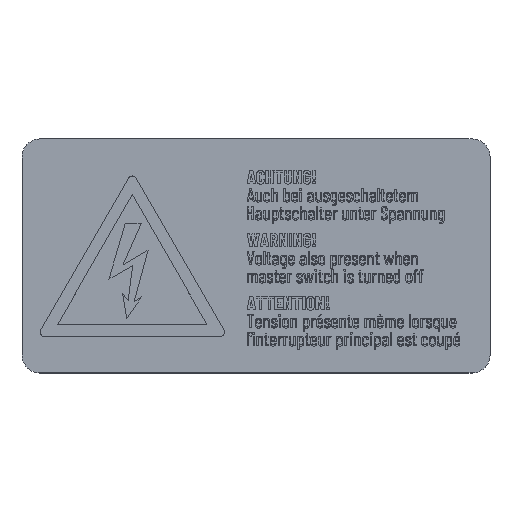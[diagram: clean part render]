
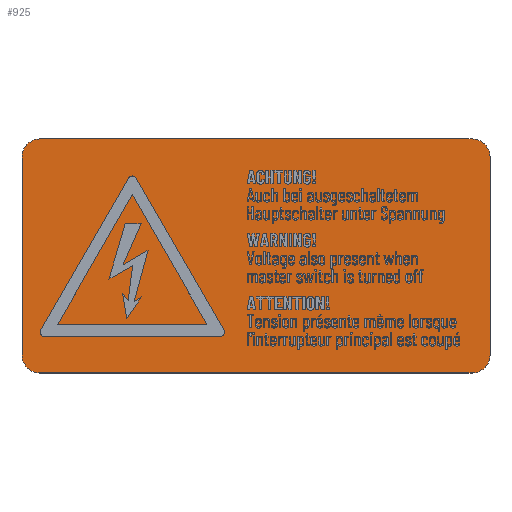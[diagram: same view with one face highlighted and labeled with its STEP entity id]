
A CAD part, top view. The second image highlights one B-rep face of the part: STEP entity #925.
In plain terms, the highlighted free-form (B-spline) face has degree [1, 1] with [2, 2] control points.
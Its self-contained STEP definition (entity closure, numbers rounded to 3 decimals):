
#676 = VERTEX_POINT('',#677);
#677 = CARTESIAN_POINT('',(-34.053,-18.446,
    0.284));
#682 = EDGE_CURVE('',#676,#683,#685,.T.);
#683 = VERTEX_POINT('',#684);
#684 = CARTESIAN_POINT('',(34.053,-18.446,
    0.284));
#685 = B_SPLINE_CURVE_WITH_KNOTS('',1,(#686,#687),.UNSPECIFIED.,.F.,.F.,
  (2,2),(0.,48.),.PIECEWISE_BEZIER_KNOTS.);
#686 = CARTESIAN_POINT('',(-34.053,-18.446,
    0.284));
#687 = CARTESIAN_POINT('',(34.053,-18.446,
    0.284));
#718 = VERTEX_POINT('',#719);
#719 = CARTESIAN_POINT('',(36.891,-15.608,
    0.284));
#724 = EDGE_CURVE('',#683,#718,#725,.T.);
#725 = ( BOUNDED_CURVE() B_SPLINE_CURVE(2,(#726,#727,#728),
.UNSPECIFIED.,.F.,.F.) B_SPLINE_CURVE_WITH_KNOTS((3,3),(4.712,
6.283),.PIECEWISE_BEZIER_KNOTS.) CURVE() 
GEOMETRIC_REPRESENTATION_ITEM() RATIONAL_B_SPLINE_CURVE((1.,
0.707,1.)) REPRESENTATION_ITEM('') );
#726 = CARTESIAN_POINT('',(34.053,-18.446,
    0.284));
#727 = CARTESIAN_POINT('',(36.891,-18.446,
    0.284));
#728 = CARTESIAN_POINT('',(36.891,-15.608,
    0.284));
#742 = EDGE_CURVE('',#718,#743,#745,.T.);
#743 = VERTEX_POINT('',#744);
#744 = CARTESIAN_POINT('',(36.891,15.608,
    0.284));
#745 = B_SPLINE_CURVE_WITH_KNOTS('',1,(#746,#747),.UNSPECIFIED.,.F.,.F.,
  (2,2),(0.,22.),.PIECEWISE_BEZIER_KNOTS.);
#746 = CARTESIAN_POINT('',(36.891,-15.608,
    0.284));
#747 = CARTESIAN_POINT('',(36.891,15.608,
    0.284));
#778 = VERTEX_POINT('',#779);
#779 = CARTESIAN_POINT('',(34.053,18.446,
    0.284));
#784 = EDGE_CURVE('',#743,#778,#785,.T.);
#785 = ( BOUNDED_CURVE() B_SPLINE_CURVE(2,(#786,#787,#788),
.UNSPECIFIED.,.F.,.F.) B_SPLINE_CURVE_WITH_KNOTS((3,3),(0.,
1.571),.PIECEWISE_BEZIER_KNOTS.) CURVE() 
GEOMETRIC_REPRESENTATION_ITEM() RATIONAL_B_SPLINE_CURVE((1.,
0.707,1.)) REPRESENTATION_ITEM('') );
#786 = CARTESIAN_POINT('',(36.891,15.608,
    0.284));
#787 = CARTESIAN_POINT('',(36.891,18.446,
    0.284));
#788 = CARTESIAN_POINT('',(34.053,18.446,
    0.284));
#802 = EDGE_CURVE('',#778,#803,#805,.T.);
#803 = VERTEX_POINT('',#804);
#804 = CARTESIAN_POINT('',(-34.053,18.446,
    0.284));
#805 = B_SPLINE_CURVE_WITH_KNOTS('',1,(#806,#807),.UNSPECIFIED.,.F.,.F.,
  (2,2),(0.,48.),.PIECEWISE_BEZIER_KNOTS.);
#806 = CARTESIAN_POINT('',(34.053,18.446,
    0.284));
#807 = CARTESIAN_POINT('',(-34.053,18.446,
    0.284));
#838 = VERTEX_POINT('',#839);
#839 = CARTESIAN_POINT('',(-36.891,15.608,
    0.284));
#844 = EDGE_CURVE('',#803,#838,#845,.T.);
#845 = ( BOUNDED_CURVE() B_SPLINE_CURVE(2,(#846,#847,#848),
.UNSPECIFIED.,.F.,.F.) B_SPLINE_CURVE_WITH_KNOTS((3,3),(1.571,
3.142),.PIECEWISE_BEZIER_KNOTS.) CURVE() 
GEOMETRIC_REPRESENTATION_ITEM() RATIONAL_B_SPLINE_CURVE((1.,
0.707,1.)) REPRESENTATION_ITEM('') );
#846 = CARTESIAN_POINT('',(-34.053,18.446,
    0.284));
#847 = CARTESIAN_POINT('',(-36.891,18.446,
    0.284));
#848 = CARTESIAN_POINT('',(-36.891,15.608,
    0.284));
#862 = EDGE_CURVE('',#838,#863,#865,.T.);
#863 = VERTEX_POINT('',#864);
#864 = CARTESIAN_POINT('',(-36.891,-15.608,
    0.284));
#865 = B_SPLINE_CURVE_WITH_KNOTS('',1,(#866,#867),.UNSPECIFIED.,.F.,.F.,
  (2,2),(0.,22.),.PIECEWISE_BEZIER_KNOTS.);
#866 = CARTESIAN_POINT('',(-36.891,15.608,
    0.284));
#867 = CARTESIAN_POINT('',(-36.891,-15.608,
    0.284));
#896 = EDGE_CURVE('',#863,#676,#897,.T.);
#897 = ( BOUNDED_CURVE() B_SPLINE_CURVE(2,(#898,#899,#900),
.UNSPECIFIED.,.F.,.F.) B_SPLINE_CURVE_WITH_KNOTS((3,3),(3.142,
4.712),.PIECEWISE_BEZIER_KNOTS.) CURVE() 
GEOMETRIC_REPRESENTATION_ITEM() RATIONAL_B_SPLINE_CURVE((1.,
0.707,1.)) REPRESENTATION_ITEM('') );
#898 = CARTESIAN_POINT('',(-36.891,-15.608,
    0.284));
#899 = CARTESIAN_POINT('',(-36.891,-18.446,
    0.284));
#900 = CARTESIAN_POINT('',(-34.053,-18.446,
    0.284));
#925 = ADVANCED_FACE('',(#926),#936,.T.);
#926 = FACE_BOUND('',#927,.T.);
#927 = EDGE_LOOP('',(#928,#929,#930,#931,#932,#933,#934,#935));
#928 = ORIENTED_EDGE('',*,*,#682,.T.);
#929 = ORIENTED_EDGE('',*,*,#724,.T.);
#930 = ORIENTED_EDGE('',*,*,#742,.T.);
#931 = ORIENTED_EDGE('',*,*,#784,.T.);
#932 = ORIENTED_EDGE('',*,*,#802,.T.);
#933 = ORIENTED_EDGE('',*,*,#844,.T.);
#934 = ORIENTED_EDGE('',*,*,#862,.T.);
#935 = ORIENTED_EDGE('',*,*,#896,.T.);
#936 = B_SPLINE_SURFACE_WITH_KNOTS('',1,1,(
    (#937,#938)
    ,(#939,#940
    )),.UNSPECIFIED.,.F.,.F.,.F.,(2,2),(2,2),(-26.,26.),(-13.,13.),
  .PIECEWISE_BEZIER_KNOTS.);
#937 = CARTESIAN_POINT('',(-36.891,-18.446,
    0.284));
#938 = CARTESIAN_POINT('',(-36.891,18.446,
    0.284));
#939 = CARTESIAN_POINT('',(36.891,-18.446,
    0.284));
#940 = CARTESIAN_POINT('',(36.891,18.446,
    0.284));
